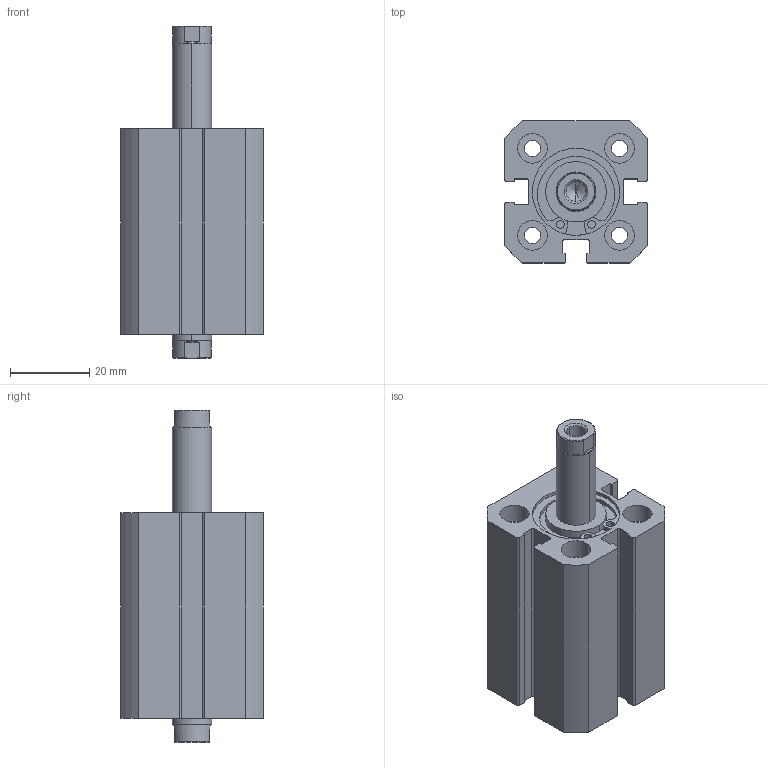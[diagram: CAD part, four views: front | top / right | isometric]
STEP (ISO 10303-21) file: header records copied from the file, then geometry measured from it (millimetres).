
FILE_DESCRIPTION (( 'STEP AP214' ), '1' );
FILE_NAME ('KSD-A-20-20-CYLINDER.STEP', '2013-07-21T12:17:26', ( 'DELL' ), ( '' ), 'SwSTEP 2.0', 'SolidWorks 2010', '' );
FILE_SCHEMA (( 'AUTOMOTIVE_DESIGN' ));
Length unit declared in the file: millimetre
Products named in the file (5): KSD-A   20  BORU_MANYETÝKLÝ BORU; KSD-A  20  ÖN  KAPAK_Varsayýlan; KSD-A  20 M尳; Circlip for Bores normal_din1_Circlip DIN 472 - 22 x 1; KSD-A-20-20-CYLINDER
Assembly tree (6 placements, depth 2):
  KSD-A-20-20-CYLINDER
    KSD-A  20 M尳
    KSD-A  20  ÖN  KAPAK_Varsayýlan  x2
    KSD-A   20  BORU_MANYETÝKLÝ BORU
    Circlip for Bores normal_din1_Circlip DIN 472 - 22 x 1  x2
Bounding box: 36 x 36 x 84 mm (x, y, z)
Volume: 51969.7 mm3; surface area: 24972 mm2
Topology: 6 solids, 6 shells, 220 faces, 538 edges, 346 vertices
Faces by surface type: cylinder 122, plane 74, cone 20, torus 4
Entity records: 6053 total; most frequent: CARTESIAN_POINT 1075, DIRECTION 1041, ORIENTED_EDGE 906, EDGE_CURVE 453, AXIS2_PLACEMENT_3D 410, VERTEX_POINT 292, EDGE_LOOP 229, LINE 221
